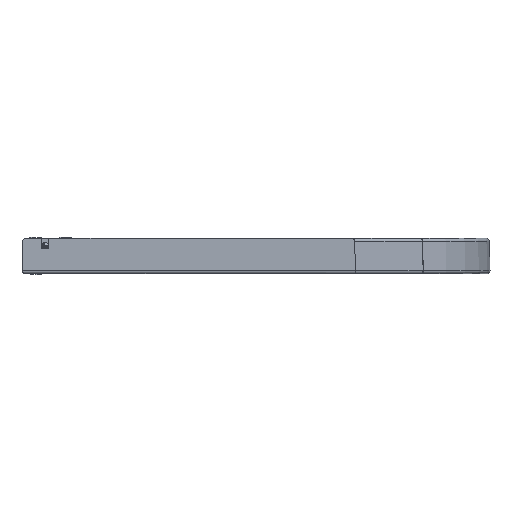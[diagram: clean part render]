
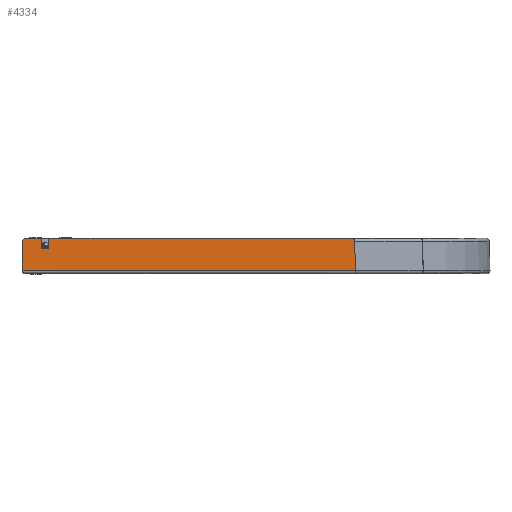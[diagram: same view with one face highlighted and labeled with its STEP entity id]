
A CAD part, front view. The second image highlights one B-rep face of the part: STEP entity #4334.
In plain terms, the highlighted planar face has unit normal (0, -1, 0).
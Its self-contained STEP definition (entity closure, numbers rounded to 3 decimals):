
#132 = EDGE_LOOP ( 'NONE', ( #2013, #2026, #2028, #2027, #2029, #3700, #3701, #3702, #3703, #3704, #3705, #3706 ) ) ;
#438 = DIRECTION ( 'NONE',  ( -1., 0., 0. ) ) ;
#464 = DIRECTION ( 'NONE',  ( 0., -1., 0. ) ) ;
#502 = DIRECTION ( 'NONE',  ( 0.035, 0., -0.999 ) ) ;
#503 = CARTESIAN_POINT ( 'NONE',  ( 140., -342., 25. ) ) ;
#540 = DIRECTION ( 'NONE',  ( -0.026, 0., -1. ) ) ;
#542 = CARTESIAN_POINT ( 'NONE',  ( -331.177, -342., 37.338 ) ) ;
#543 = DIRECTION ( 'NONE',  ( -1., 0., 0. ) ) ;
#544 = DIRECTION ( 'NONE',  ( 0., -1., 0. ) ) ;
#545 = CARTESIAN_POINT ( 'NONE',  ( -328.703, -342., -21. ) ) ;
#546 = CARTESIAN_POINT ( 'NONE',  ( 141.601, -342., -20.895 ) ) ;
#547 = CARTESIAN_POINT ( 'NONE',  ( 141.602, -342., -20.93 ) ) ;
#548 = CARTESIAN_POINT ( 'NONE',  ( 141.603, -342., -20.965 ) ) ;
#550 = DIRECTION ( 'NONE',  ( 1., 0., 0. ) ) ;
#551 = CARTESIAN_POINT ( 'NONE',  ( 140., -342., -21. ) ) ;
#552 = CARTESIAN_POINT ( 'NONE',  ( 141.603, -342., -21. ) ) ;
#561 = CARTESIAN_POINT ( 'NONE',  ( -327.603, -342., 21. ) ) ;
#793 = CARTESIAN_POINT ( 'NONE',  ( -294.5, -342., 25. ) ) ;
#912 = CARTESIAN_POINT ( 'NONE',  ( 140.136, -342., 21.105 ) ) ;
#925 = CARTESIAN_POINT ( 'NONE',  ( 140.056, -342., 23.399 ) ) ;
#926 = CARTESIAN_POINT ( 'NONE',  ( 137.866, -342., 25. ) ) ;
#927 = CARTESIAN_POINT ( 'NONE',  ( 134.81, -342., 25. ) ) ;
#1028 = CARTESIAN_POINT ( 'NONE',  ( 140., -342., 25. ) ) ;
#1029 = DIRECTION ( 'NONE',  ( 1., 0., 0. ) ) ;
#1037 = CARTESIAN_POINT ( 'NONE',  ( -304.5, -342., 10. ) ) ;
#1038 = DIRECTION ( 'NONE',  ( 0., 0., 1. ) ) ;
#1039 = CARTESIAN_POINT ( 'NONE',  ( 140., -342., 25. ) ) ;
#1046 = DIRECTION ( 'NONE',  ( 1., 0., 0. ) ) ;
#1065 = CARTESIAN_POINT ( 'NONE',  ( -294.5, -342., 10. ) ) ;
#1066 = DIRECTION ( 'NONE',  ( 1., 0., 0. ) ) ;
#1072 = CARTESIAN_POINT ( 'NONE',  ( -294.5, -342., 10. ) ) ;
#1073 = DIRECTION ( 'NONE',  ( 0., 0., 1. ) ) ;
#1668 = PLANE ( 'NONE',  #2442 ) ;
#1671 = CARTESIAN_POINT ( 'NONE',  ( 140., -342., 25. ) ) ;
#1675 = DIRECTION ( 'NONE',  ( 0., 1., 0. ) ) ;
#1676 = DIRECTION ( 'NONE',  ( -1., 0., 0. ) ) ;
#1839 = CARTESIAN_POINT ( 'NONE',  ( 134.81, -342., 25. ) ) ;
#1840 = CARTESIAN_POINT ( 'NONE',  ( 140.136, -342., 21.105 ) ) ;
#1920 = CARTESIAN_POINT ( 'NONE',  ( -331.602, -342., 21.105 ) ) ;
#1925 = CARTESIAN_POINT ( 'NONE',  ( -332.702, -342., -20.895 ) ) ;
#1997 =( BOUNDED_CURVE ( )  B_SPLINE_CURVE ( 3, ( #552, #548, #547, #546 ),
 .UNSPECIFIED., .F., .T. ) 
 B_SPLINE_CURVE_WITH_KNOTS ( ( 4, 4 ),
 ( 3.142, 3.168 ),
 .UNSPECIFIED. ) 
 CURVE ( )  GEOMETRIC_REPRESENTATION_ITEM ( )  RATIONAL_B_SPLINE_CURVE ( ( 1., 1., 1., 1. ) ) 
 REPRESENTATION_ITEM ( '' )  );
#1999 =( BOUNDED_CURVE ( )  B_SPLINE_CURVE ( 3, ( #912, #925, #926, #927 ),
 .UNSPECIFIED., .F., .F. ) 
 B_SPLINE_CURVE_WITH_KNOTS ( ( 4, 4 ),
 ( 0.026, 1.571 ),
 .UNSPECIFIED. ) 
 CURVE ( )  GEOMETRIC_REPRESENTATION_ITEM ( )  RATIONAL_B_SPLINE_CURVE ( ( 1., 0.811, 0.811, 1. ) ) 
 REPRESENTATION_ITEM ( '' )  );
#2013 = ORIENTED_EDGE ( 'NONE', *, *, #2639, .T. ) ;
#2026 = ORIENTED_EDGE ( 'NONE', *, *, #2640, .T. ) ;
#2027 = ORIENTED_EDGE ( 'NONE', *, *, #2862, .T. ) ;
#2028 = ORIENTED_EDGE ( 'NONE', *, *, #2661, .F. ) ;
#2029 = ORIENTED_EDGE ( 'NONE', *, *, #2909, .F. ) ;
#2033 = VERTEX_POINT ( 'NONE', #4679 ) ;
#2068 = AXIS2_PLACEMENT_3D ( 'NONE', #545, #544, #543 ) ;
#2071 = AXIS2_PLACEMENT_3D ( 'NONE', #561, #464, #438 ) ;
#2079 = VERTEX_POINT ( 'NONE', #4656 ) ;
#2218 = VERTEX_POINT ( 'NONE', #4714 ) ;
#2221 = VERTEX_POINT ( 'NONE', #4712 ) ;
#2232 = VERTEX_POINT ( 'NONE', #4617 ) ;
#2326 = VERTEX_POINT ( 'NONE', #4494 ) ;
#2343 = VERTEX_POINT ( 'NONE', #4486 ) ;
#2442 = AXIS2_PLACEMENT_3D ( 'NONE', #1671, #1675, #1676 ) ;
#2639 = EDGE_CURVE ( 'NONE', #2343, #2326, #4094, .T. ) ;
#2640 = EDGE_CURVE ( 'NONE', #2326, #2079, #1997, .T. ) ;
#2641 = EDGE_CURVE ( 'NONE', #4943, #2343, #4103, .T. ) ;
#2642 = EDGE_CURVE ( 'NONE', #4938, #4943, #4099, .T. ) ;
#2643 = EDGE_CURVE ( 'NONE', #2232, #4938, #4106, .T. ) ;
#2661 = EDGE_CURVE ( 'NONE', #4842, #2079, #4122, .T. ) ;
#2750 = VERTEX_POINT ( 'NONE', #793 ) ;
#2862 = EDGE_CURVE ( 'NONE', #4842, #4841, #1999, .T. ) ;
#2902 = EDGE_CURVE ( 'NONE', #2232, #2221, #3248, .T. ) ;
#2906 = EDGE_CURVE ( 'NONE', #2218, #2221, #3255, .T. ) ;
#2909 = EDGE_CURVE ( 'NONE', #2750, #4841, #3259, .T. ) ;
#2917 = EDGE_CURVE ( 'NONE', #2218, #2033, #3252, .T. ) ;
#2920 = EDGE_CURVE ( 'NONE', #2033, #2750, #3253, .T. ) ;
#3248 = LINE ( 'NONE', #1028, #3249 ) ;
#3249 = VECTOR ( 'NONE', #1029, 1000. ) ;
#3252 = LINE ( 'NONE', #1065, #3266 ) ;
#3253 = LINE ( 'NONE', #1072, #3265 ) ;
#3255 = LINE ( 'NONE', #1037, #3256 ) ;
#3256 = VECTOR ( 'NONE', #1038, 1000. ) ;
#3257 = VECTOR ( 'NONE', #1046, 1000. ) ;
#3259 = LINE ( 'NONE', #1039, #3257 ) ;
#3265 = VECTOR ( 'NONE', #1073, 1000. ) ;
#3266 = VECTOR ( 'NONE', #1066, 1000. ) ;
#3596 = FACE_OUTER_BOUND ( 'NONE', #132, .T. ) ;
#3700 = ORIENTED_EDGE ( 'NONE', *, *, #2920, .F. ) ;
#3701 = ORIENTED_EDGE ( 'NONE', *, *, #2917, .F. ) ;
#3702 = ORIENTED_EDGE ( 'NONE', *, *, #2906, .T. ) ;
#3703 = ORIENTED_EDGE ( 'NONE', *, *, #2902, .F. ) ;
#3704 = ORIENTED_EDGE ( 'NONE', *, *, #2643, .T. ) ;
#3705 = ORIENTED_EDGE ( 'NONE', *, *, #2642, .T. ) ;
#3706 = ORIENTED_EDGE ( 'NONE', *, *, #2641, .T. ) ;
#4094 = LINE ( 'NONE', #551, #4095 ) ;
#4095 = VECTOR ( 'NONE', #550, 1000. ) ;
#4099 = LINE ( 'NONE', #542, #4100 ) ;
#4100 = VECTOR ( 'NONE', #540, 1000. ) ;
#4103 = CIRCLE ( 'NONE', #2068, 4. ) ;
#4106 = CIRCLE ( 'NONE', #2071, 4. ) ;
#4119 = VECTOR ( 'NONE', #502, 1000. ) ;
#4122 = LINE ( 'NONE', #503, #4119 ) ;
#4334 = ADVANCED_FACE ( 'NONE', ( #3596 ), #1668, .F. ) ;
#4486 = CARTESIAN_POINT ( 'NONE',  ( -332.703, -342., -21. ) ) ;
#4494 = CARTESIAN_POINT ( 'NONE',  ( 141.603, -342., -21. ) ) ;
#4617 = CARTESIAN_POINT ( 'NONE',  ( -327.603, -342., 25. ) ) ;
#4656 = CARTESIAN_POINT ( 'NONE',  ( 141.601, -342., -20.895 ) ) ;
#4679 = CARTESIAN_POINT ( 'NONE',  ( -294.5, -342., 10. ) ) ;
#4712 = CARTESIAN_POINT ( 'NONE',  ( -304.5, -342., 25. ) ) ;
#4714 = CARTESIAN_POINT ( 'NONE',  ( -304.5, -342., 10. ) ) ;
#4841 = VERTEX_POINT ( 'NONE', #1839 ) ;
#4842 = VERTEX_POINT ( 'NONE', #1840 ) ;
#4938 = VERTEX_POINT ( 'NONE', #1920 ) ;
#4943 = VERTEX_POINT ( 'NONE', #1925 ) ;
